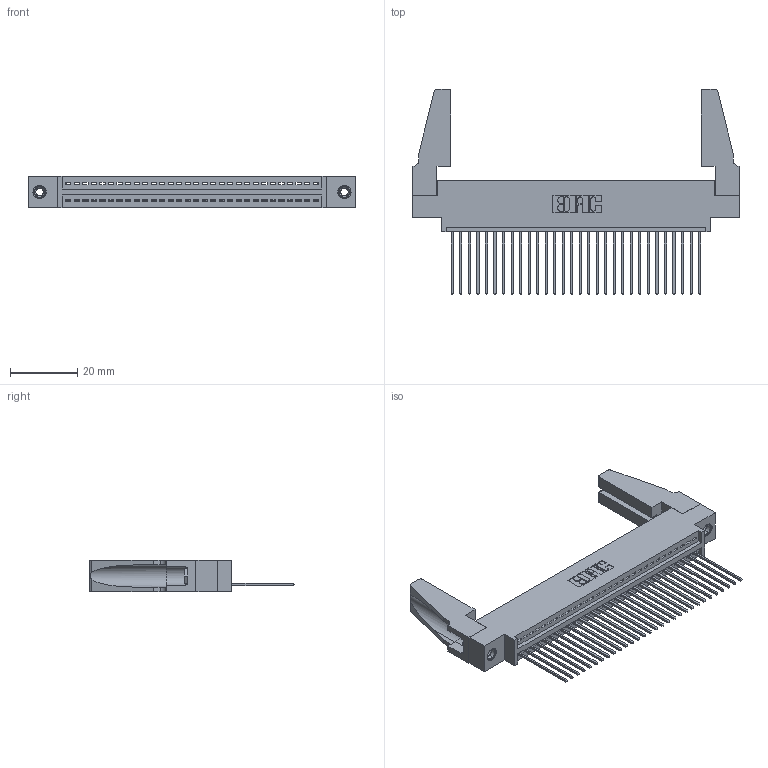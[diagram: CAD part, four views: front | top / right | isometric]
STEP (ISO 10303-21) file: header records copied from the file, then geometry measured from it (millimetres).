
FILE_DESCRIPTION (( 'STEP AP203' ), '1' );
FILE_NAME ('395-030-541-688.STEP', '2019-10-19T07:26:59', ( '' ), ( '' ), 'SwSTEP 2.0', 'SolidWorks 2016', '' );
FILE_SCHEMA (( 'CONFIG_CONTROL_DESIGN' ));
Length unit declared in the file: inch
Products named in the file (5): 345 Part_0.170 Offset - 0.156 Dia-TH; 345-292-001_345-293-141; 395-030-541-688; 345-250-001_345-250-001-102; 345-220-078_345-220-088
Assembly tree (35 placements, depth 2):
  395-030-541-688
    345 Part_0.170 Offset - 0.156 Dia-TH
    345-292-001_345-293-141  x30
    345-250-001_345-250-001-102  x2
    345-220-078_345-220-088  x2
Bounding box: 97.43 x 61.14 x 9.4 mm (x, y, z)
Volume: 12394.2 mm3; surface area: 15823.7 mm2
Topology: 35 solids, 35 shells, 1994 faces, 5947 edges, 3914 vertices
Faces by surface type: plane 1356, cylinder 622, cone 12, torus 4
Entity records: 26492 total; most frequent: CARTESIAN_POINT 4580, ORIENTED_EDGE 4504, DIRECTION 4024, EDGE_CURVE 2252, VECTOR 1958, LINE 1958, VERTEX_POINT 1494, AXIS2_PLACEMENT_3D 1033
